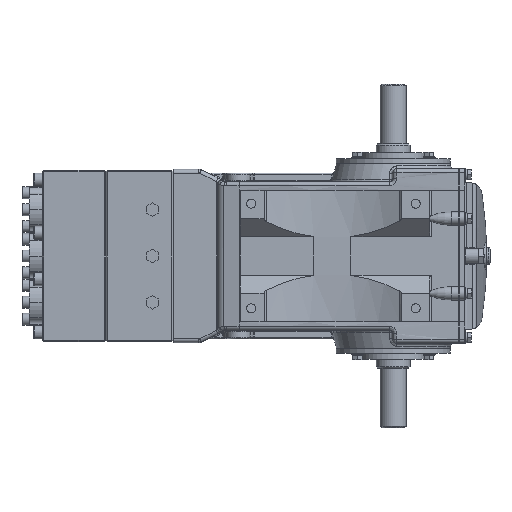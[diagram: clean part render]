
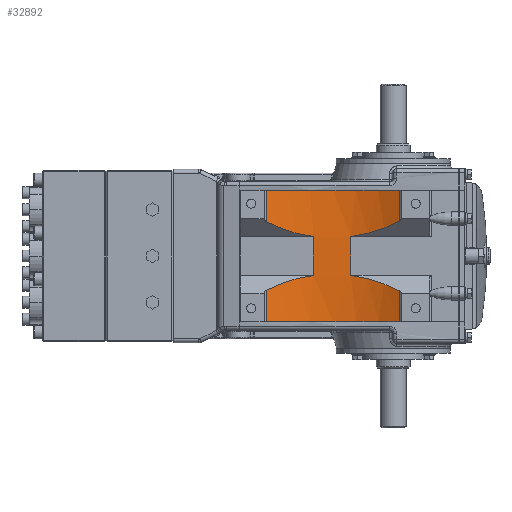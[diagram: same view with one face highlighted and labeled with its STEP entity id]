
A CAD part, front view. The second image highlights one B-rep face of the part: STEP entity #32892.
In plain terms, the highlighted cylindrical face has radius 191.521 mm (diameter 383.043 mm), a partial arc.
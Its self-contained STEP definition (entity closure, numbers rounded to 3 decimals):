
#9566 = CARTESIAN_POINT ( 'NONE',  ( -81.591, -285.873, 124.003 ) ) ;
#9567 = DIRECTION ( 'NONE',  ( 0., 0., -1. ) ) ;
#9568 = DIRECTION ( 'NONE',  ( -1., 0., 0. ) ) ;
#12933 = CARTESIAN_POINT ( 'NONE',  ( -56.508, -96.001, 26.001 ) ) ;
#12934 = CARTESIAN_POINT ( 'NONE',  ( -56.508, -96.001, -26.001 ) ) ;
#12935 = CARTESIAN_POINT ( 'NONE',  ( 8.348, -116.783, -87.998 ) ) ;
#12936 = CARTESIAN_POINT ( 'NONE',  ( 8.348, -116.783, -46.783 ) ) ;
#26901 = EDGE_CURVE ( 'NONE', #62680, #48852, #79646, .T. ) ;
#26902 = EDGE_CURVE ( 'NONE', #62683, #62680, #35324, .T. ) ;
#26903 = EDGE_CURVE ( 'NONE', #48870, #62685, #56745, .T. ) ;
#26904 = EDGE_CURVE ( 'NONE', #62689, #62685, #35325, .T. ) ;
#26905 = EDGE_CURVE ( 'NONE', #62689, #62683, #79647, .T. ) ;
#32185 = EDGE_CURVE ( 'NONE', #48850, #48852, #37068, .T. ) ;
#32203 = EDGE_CURVE ( 'NONE', #48867, #48870, #37076, .T. ) ;
#32207 = EDGE_CURVE ( 'NONE', #48873, #48867, #79654, .T. ) ;
#32211 = EDGE_CURVE ( 'NONE', #48876, #48873, #37083, .T. ) ;
#32214 = EDGE_CURVE ( 'NONE', #48884, #48882, #37084, .T. ) ;
#32228 = EDGE_CURVE ( 'NONE', #48882, #48876, #79656, .T. ) ;
#32881 = EDGE_CURVE ( 'NONE', #48850, #48884, #37652, .T. ) ;
#32892 = ADVANCED_FACE ( 'NONE', ( #37314 ), #37317, .F. ) ;
#33259 = ORIENTED_EDGE ( 'NONE', *, *, #32881, .T. ) ;
#33266 = ORIENTED_EDGE ( 'NONE', *, *, #32207, .T. ) ;
#33283 = ORIENTED_EDGE ( 'NONE', *, *, #26904, .F. ) ;
#33320 = ORIENTED_EDGE ( 'NONE', *, *, #26905, .T. ) ;
#33344 = ORIENTED_EDGE ( 'NONE', *, *, #26903, .T. ) ;
#33346 = ORIENTED_EDGE ( 'NONE', *, *, #32203, .T. ) ;
#33351 = ORIENTED_EDGE ( 'NONE', *, *, #32185, .F. ) ;
#33362 = ORIENTED_EDGE ( 'NONE', *, *, #26902, .T. ) ;
#33366 = ORIENTED_EDGE ( 'NONE', *, *, #32214, .T. ) ;
#33372 = ORIENTED_EDGE ( 'NONE', *, *, #26901, .T. ) ;
#33387 = ORIENTED_EDGE ( 'NONE', *, *, #32228, .T. ) ;
#33397 = ORIENTED_EDGE ( 'NONE', *, *, #32211, .T. ) ;
#35324 = LINE ( 'NONE', #61039, #56704 ) ;
#35325 = LINE ( 'NONE', #61050, #56832 ) ;
#36981 = VECTOR ( 'NONE', #66175, 1000. ) ;
#36993 = VECTOR ( 'NONE', #66132, 1000. ) ;
#36995 = VECTOR ( 'NONE', #66197, 1000. ) ;
#37068 = LINE ( 'NONE', #66025, #73140 ) ;
#37076 = LINE ( 'NONE', #66130, #36993 ) ;
#37083 = LINE ( 'NONE', #66173, #36981 ) ;
#37084 = LINE ( 'NONE', #66195, #36995 ) ;
#37314 = FACE_OUTER_BOUND ( 'NONE', #49223, .T. ) ;
#37317 = CYLINDRICAL_SURFACE ( 'NONE', #37749, 191.521 ) ;
#37652 = CIRCLE ( 'NONE', #37730, 191.521 ) ;
#37730 = AXIS2_PLACEMENT_3D ( 'NONE', #68968, #68970, #68972 ) ;
#37749 = AXIS2_PLACEMENT_3D ( 'NONE', #9566, #9567, #9568 ) ;
#48850 = VERTEX_POINT ( 'NONE', #78883 ) ;
#48852 = VERTEX_POINT ( 'NONE', #78884 ) ;
#48867 = VERTEX_POINT ( 'NONE', #78895 ) ;
#48870 = VERTEX_POINT ( 'NONE', #78897 ) ;
#48873 = VERTEX_POINT ( 'NONE', #78899 ) ;
#48876 = VERTEX_POINT ( 'NONE', #78901 ) ;
#48882 = VERTEX_POINT ( 'NONE', #78905 ) ;
#48884 = VERTEX_POINT ( 'NONE', #78906 ) ;
#49223 = EDGE_LOOP ( 'NONE', ( #33362, #33372, #33351, #33259, #33366, #33387, #33397, #33266, #33346, #33344, #33283, #33320 ) ) ;
#56703 = AXIS2_PLACEMENT_3D ( 'NONE', #61043, #61045, #61047 ) ;
#56704 = VECTOR ( 'NONE', #61040, 1000. ) ;
#56745 = CIRCLE ( 'NONE', #56703, 191.521 ) ;
#56832 = VECTOR ( 'NONE', #61051, 1000. ) ;
#61028 = CARTESIAN_POINT ( 'NONE',  ( -56.508, -96.001, 26.001 ) ) ;
#61030 = CARTESIAN_POINT ( 'NONE',  ( -33.76, -99.006, 29.006 ) ) ;
#61031 = CARTESIAN_POINT ( 'NONE',  ( -11.91, -106.008, 36.008 ) ) ;
#61033 = CARTESIAN_POINT ( 'NONE',  ( 8.348, -116.783, 46.783 ) ) ;
#61039 = CARTESIAN_POINT ( 'NONE',  ( -56.508, -96.001, 124.003 ) ) ;
#61040 = DIRECTION ( 'NONE',  ( 0., 0., 1. ) ) ;
#61043 = CARTESIAN_POINT ( 'NONE',  ( -81.591, -285.873, -87.998 ) ) ;
#61045 = DIRECTION ( 'NONE',  ( 0., 0., -1. ) ) ;
#61047 = DIRECTION ( 'NONE',  ( 1., 0., 0. ) ) ;
#61050 = CARTESIAN_POINT ( 'NONE',  ( 8.348, -116.783, 124.003 ) ) ;
#61051 = DIRECTION ( 'NONE',  ( 0., 0., -1. ) ) ;
#61054 = CARTESIAN_POINT ( 'NONE',  ( 8.348, -116.783, -46.783 ) ) ;
#61056 = CARTESIAN_POINT ( 'NONE',  ( -11.91, -106.008, -36.008 ) ) ;
#61058 = CARTESIAN_POINT ( 'NONE',  ( -33.76, -99.006, -29.006 ) ) ;
#61060 = CARTESIAN_POINT ( 'NONE',  ( -56.508, -96.001, -26.001 ) ) ;
#62680 = VERTEX_POINT ( 'NONE', #12933 ) ;
#62683 = VERTEX_POINT ( 'NONE', #12934 ) ;
#62685 = VERTEX_POINT ( 'NONE', #12935 ) ;
#62689 = VERTEX_POINT ( 'NONE', #12936 ) ;
#66025 = CARTESIAN_POINT ( 'NONE',  ( 8.348, -116.783, 124.003 ) ) ;
#66027 = DIRECTION ( 'NONE',  ( 0., 0., -1. ) ) ;
#66130 = CARTESIAN_POINT ( 'NONE',  ( -169.896, -115.923, 124.003 ) ) ;
#66132 = DIRECTION ( 'NONE',  ( 0., 0., -1. ) ) ;
#66149 = CARTESIAN_POINT ( 'NONE',  ( -106.674, -96.001, -26.001 ) ) ;
#66151 = CARTESIAN_POINT ( 'NONE',  ( -128.802, -98.924, -28.924 ) ) ;
#66152 = CARTESIAN_POINT ( 'NONE',  ( -150.09, -105.632, -35.633 ) ) ;
#66154 = CARTESIAN_POINT ( 'NONE',  ( -169.896, -115.923, -45.924 ) ) ;
#66173 = CARTESIAN_POINT ( 'NONE',  ( -106.674, -96.001, 124.003 ) ) ;
#66175 = DIRECTION ( 'NONE',  ( 0., 0., -1. ) ) ;
#66195 = CARTESIAN_POINT ( 'NONE',  ( -169.896, -115.923, 124.003 ) ) ;
#66197 = DIRECTION ( 'NONE',  ( 0., 0., -1. ) ) ;
#66266 = CARTESIAN_POINT ( 'NONE',  ( -169.896, -115.923, 45.924 ) ) ;
#66268 = CARTESIAN_POINT ( 'NONE',  ( -150.09, -105.632, 35.633 ) ) ;
#66270 = CARTESIAN_POINT ( 'NONE',  ( -128.802, -98.924, 28.924 ) ) ;
#66271 = CARTESIAN_POINT ( 'NONE',  ( -106.674, -96.001, 26.001 ) ) ;
#68968 = CARTESIAN_POINT ( 'NONE',  ( -81.591, -285.873, 87.998 ) ) ;
#68970 = DIRECTION ( 'NONE',  ( 0., 0., 1. ) ) ;
#68972 = DIRECTION ( 'NONE',  ( -1., 0., 0. ) ) ;
#73140 = VECTOR ( 'NONE', #66027, 1000. ) ;
#78883 = CARTESIAN_POINT ( 'NONE',  ( 8.348, -116.783, 87.998 ) ) ;
#78884 = CARTESIAN_POINT ( 'NONE',  ( 8.348, -116.783, 46.783 ) ) ;
#78895 = CARTESIAN_POINT ( 'NONE',  ( -169.896, -115.923, -45.924 ) ) ;
#78897 = CARTESIAN_POINT ( 'NONE',  ( -169.896, -115.923, -87.998 ) ) ;
#78899 = CARTESIAN_POINT ( 'NONE',  ( -106.674, -96.001, -26.001 ) ) ;
#78901 = CARTESIAN_POINT ( 'NONE',  ( -106.674, -96.001, 26.001 ) ) ;
#78905 = CARTESIAN_POINT ( 'NONE',  ( -169.896, -115.923, 45.924 ) ) ;
#78906 = CARTESIAN_POINT ( 'NONE',  ( -169.896, -115.923, 87.998 ) ) ;
#79646 =( BOUNDED_CURVE ( )  B_SPLINE_CURVE ( 3, ( #61028, #61030, #61031, #61033 ),
 .UNSPECIFIED., .F., .T. ) 
 B_SPLINE_CURVE_WITH_KNOTS ( ( 4, 4 ),
 ( 0.131, 0.489 ),
 .UNSPECIFIED. ) 
 CURVE ( )  GEOMETRIC_REPRESENTATION_ITEM ( )  RATIONAL_B_SPLINE_CURVE ( ( 1., 0.989, 0.989, 1. ) ) 
 REPRESENTATION_ITEM ( '' )  );
#79647 =( BOUNDED_CURVE ( )  B_SPLINE_CURVE ( 3, ( #61054, #61056, #61058, #61060 ),
 .UNSPECIFIED., .F., .T. ) 
 B_SPLINE_CURVE_WITH_KNOTS ( ( 4, 4 ),
 ( 2.653, 3.01 ),
 .UNSPECIFIED. ) 
 CURVE ( )  GEOMETRIC_REPRESENTATION_ITEM ( )  RATIONAL_B_SPLINE_CURVE ( ( 1., 0.989, 0.989, 1. ) ) 
 REPRESENTATION_ITEM ( '' )  );
#79654 =( BOUNDED_CURVE ( )  B_SPLINE_CURVE ( 3, ( #66149, #66151, #66152, #66154 ),
 .UNSPECIFIED., .F., .T. ) 
 B_SPLINE_CURVE_WITH_KNOTS ( ( 4, 4 ),
 ( 3.273, 3.621 ),
 .UNSPECIFIED. ) 
 CURVE ( )  GEOMETRIC_REPRESENTATION_ITEM ( )  RATIONAL_B_SPLINE_CURVE ( ( 1., 0.99, 0.99, 1. ) ) 
 REPRESENTATION_ITEM ( '' )  );
#79656 =( BOUNDED_CURVE ( )  B_SPLINE_CURVE ( 3, ( #66266, #66268, #66270, #66271 ),
 .UNSPECIFIED., .F., .T. ) 
 B_SPLINE_CURVE_WITH_KNOTS ( ( 4, 4 ),
 ( 5.804, 6.152 ),
 .UNSPECIFIED. ) 
 CURVE ( )  GEOMETRIC_REPRESENTATION_ITEM ( )  RATIONAL_B_SPLINE_CURVE ( ( 1., 0.99, 0.99, 1. ) ) 
 REPRESENTATION_ITEM ( '' )  );
